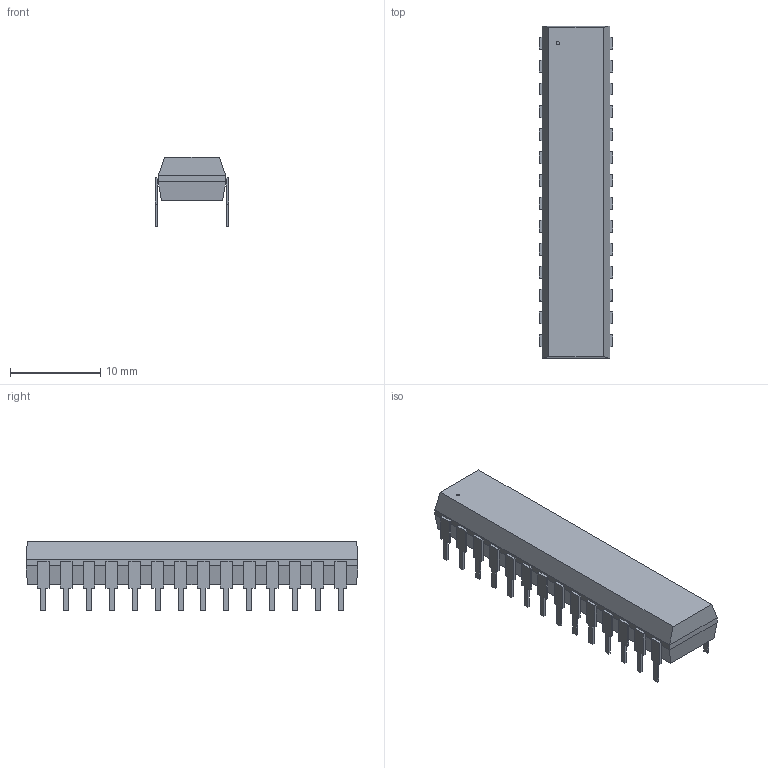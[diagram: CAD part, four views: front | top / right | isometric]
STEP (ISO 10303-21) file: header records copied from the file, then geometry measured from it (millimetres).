
FILE_DESCRIPTION(('STEP AP214'),'1');
FILE_NAME('28P3_ATM','2021-05-09T11:47:02',(''),(''),'','','');
FILE_SCHEMA(('AUTOMOTIVE_DESIGN'));
Length unit declared in the file: millimetre
Products named in the file (1): product
Bounding box: 8.12 x 36.83 x 7.75 mm (x, y, z)
Volume: 1281.3 mm3; surface area: 1298.6 mm2
Topology: 30 solids, 30 shells, 353 faces, 871 edges, 578 vertices
Faces by surface type: plane 352, cylinder 1
Full cylindrical faces by diameter (mm): 0.374 x1
Entity records: 9680 total; most frequent: ORIENTED_EDGE 1740, DIRECTION 1582, CARTESIAN_POINT 935, EDGE_CURVE 870, LINE 868, VECTOR 868, VERTEX_POINT 578, AXIS2_PLACEMENT_3D 357
